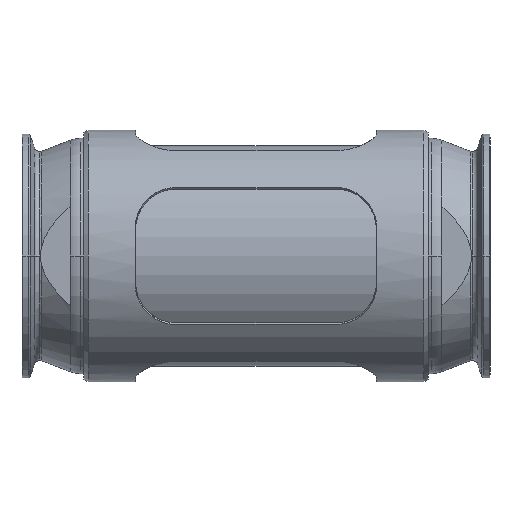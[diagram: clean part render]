
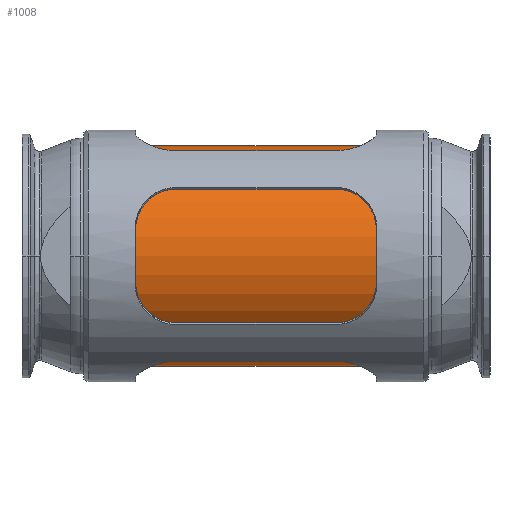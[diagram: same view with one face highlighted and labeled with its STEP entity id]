
A CAD part, left-side view. The second image highlights one B-rep face of the part: STEP entity #1008.
In plain terms, the highlighted cylindrical face has radius 41.25 mm (diameter 82.5 mm), a partial arc.
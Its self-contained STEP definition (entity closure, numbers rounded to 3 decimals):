
#73 = CIRCLE ( 'NONE', #7416, 41.25 ) ;
#174 = DIRECTION ( 'NONE',  ( 0., -1., 0. ) ) ;
#302 = CARTESIAN_POINT ( 'NONE',  ( 0., 60.75, 0. ) ) ;
#333 = AXIS2_PLACEMENT_3D ( 'NONE', #4274, #174, #7185 ) ;
#801 = EDGE_LOOP ( 'NONE', ( #7508, #6471, #2786, #3815 ) ) ;
#1008 = ADVANCED_FACE ( 'NONE', ( #6892 ), #1108, .T. ) ;
#1108 = CYLINDRICAL_SURFACE ( 'NONE', #2621, 41.25 ) ;
#1269 = CARTESIAN_POINT ( 'NONE',  ( 0., -60.75, -41.25 ) ) ;
#1747 = CARTESIAN_POINT ( 'NONE',  ( 0., 0., 41.25 ) ) ;
#1750 = CARTESIAN_POINT ( 'NONE',  ( 0., 0., -41.25 ) ) ;
#1894 = EDGE_CURVE ( 'NONE', #3354, #4131, #2256, .T. ) ;
#2256 = LINE ( 'NONE', #1747, #5341 ) ;
#2539 = CARTESIAN_POINT ( 'NONE',  ( 0., -60.75, 41.25 ) ) ;
#2559 = EDGE_CURVE ( 'NONE', #3354, #7377, #73, .T. ) ;
#2621 = AXIS2_PLACEMENT_3D ( 'NONE', #6254, #3933, #6325 ) ;
#2786 = ORIENTED_EDGE ( 'NONE', *, *, #3470, .T. ) ;
#2899 = EDGE_CURVE ( 'NONE', #4131, #3316, #3498, .T. ) ;
#3316 = VERTEX_POINT ( 'NONE', #1269 ) ;
#3354 = VERTEX_POINT ( 'NONE', #6655 ) ;
#3366 = LINE ( 'NONE', #1750, #4993 ) ;
#3470 = EDGE_CURVE ( 'NONE', #7377, #3316, #3366, .T. ) ;
#3498 = CIRCLE ( 'NONE', #333, 41.25 ) ;
#3815 = ORIENTED_EDGE ( 'NONE', *, *, #2899, .F. ) ;
#3933 = DIRECTION ( 'NONE',  ( 0., -1., 0. ) ) ;
#4131 = VERTEX_POINT ( 'NONE', #2539 ) ;
#4274 = CARTESIAN_POINT ( 'NONE',  ( 0., -60.75, 0. ) ) ;
#4395 = DIRECTION ( 'NONE',  ( 0., 0., -1. ) ) ;
#4594 = DIRECTION ( 'NONE',  ( 0., -1., 0. ) ) ;
#4838 = CARTESIAN_POINT ( 'NONE',  ( 0., 60.75, -41.25 ) ) ;
#4993 = VECTOR ( 'NONE', #5815, 1000. ) ;
#5341 = VECTOR ( 'NONE', #4594, 1000. ) ;
#5815 = DIRECTION ( 'NONE',  ( 0., -1., 0. ) ) ;
#6254 = CARTESIAN_POINT ( 'NONE',  ( 0., 0., 0. ) ) ;
#6325 = DIRECTION ( 'NONE',  ( 0., 0., -1. ) ) ;
#6471 = ORIENTED_EDGE ( 'NONE', *, *, #2559, .T. ) ;
#6655 = CARTESIAN_POINT ( 'NONE',  ( 0., 60.75, 41.25 ) ) ;
#6666 = DIRECTION ( 'NONE',  ( 0., -1., 0. ) ) ;
#6892 = FACE_OUTER_BOUND ( 'NONE', #801, .T. ) ;
#7185 = DIRECTION ( 'NONE',  ( 0., 0., -1. ) ) ;
#7377 = VERTEX_POINT ( 'NONE', #4838 ) ;
#7416 = AXIS2_PLACEMENT_3D ( 'NONE', #302, #6666, #4395 ) ;
#7508 = ORIENTED_EDGE ( 'NONE', *, *, #1894, .F. ) ;
